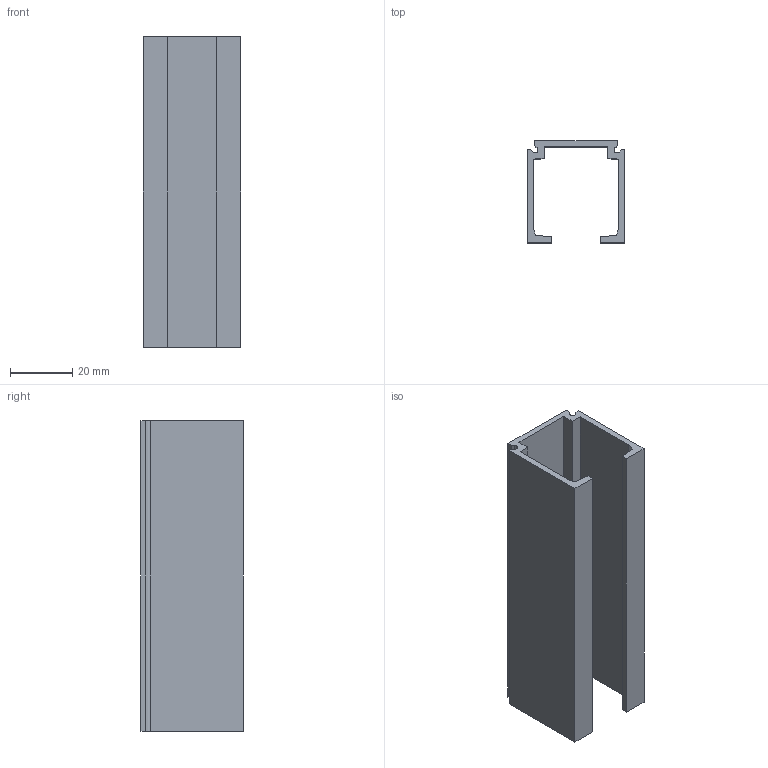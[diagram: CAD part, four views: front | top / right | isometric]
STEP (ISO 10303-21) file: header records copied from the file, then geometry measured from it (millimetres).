
FILE_DESCRIPTION(('STEP AP203'),'2;1');
FILE_NAME('23.081.01.stp','2011-02-11T10:30:44',(''),(''),'2009.3.110','THINKDESIGN','');
FILE_SCHEMA(('CONFIG_CONTROL_DESIGN'));
Length unit declared in the file: millimetre
Bounding box: 31.5 x 33 x 100 mm (x, y, z)
Volume: 22275.8 mm3; surface area: 22133.6 mm2
Topology: 1 solids, 1 shells, 30 faces, 84 edges, 56 vertices
Faces by surface type: plane 28, cylinder 2
Entity records: 1045 total; most frequent: CARTESIAN_POINT 170, ORIENTED_EDGE 168, DIRECTION 148, EDGE_CURVE 84, VECTOR 80, LINE 80, VERTEX_POINT 56, AXIS2_PLACEMENT_3D 34
